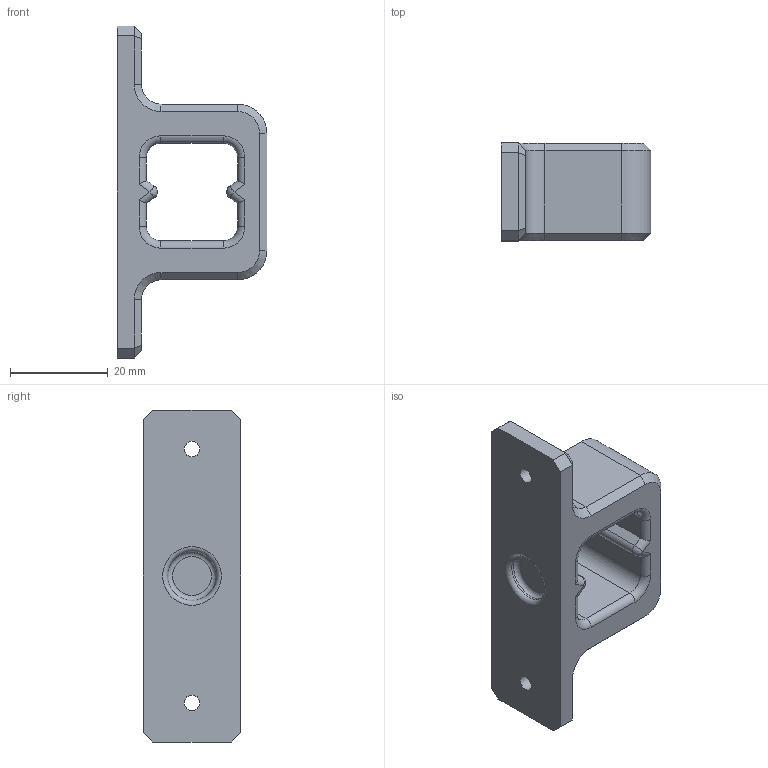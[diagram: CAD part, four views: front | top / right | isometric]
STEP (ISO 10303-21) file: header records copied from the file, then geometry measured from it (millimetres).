
FILE_DESCRIPTION(('FreeCAD Model'),'2;1');
FILE_NAME('Open CASCADE Shape Model','2022-04-16T15:59:13',('Author'),( ''),'Open CASCADE STEP processor 7.5','FreeCAD','Unknown');
FILE_SCHEMA(('AUTOMOTIVE_DESIGN { 1 0 10303 214 1 1 1 1 }'));
Length unit declared in the file: millimetre
Products named in the file (1): th3 thrust adapter
Bounding box: 30.7 x 20 x 68 mm (x, y, z)
Volume: 17403.2 mm3; surface area: 6868.8 mm2
Topology: 1 solids, 1 shells, 96 faces, 221 edges, 128 vertices
Faces by surface type: plane 41, cylinder 33, torus 10, cone 8, sphere 4
Full cylindrical faces by diameter (mm): 3.2 x2, 10 x1
Entity records: 6131 total; most frequent: CARTESIAN_POINT 1530, DIRECTION 904, LINE 533, VECTOR 533, ORIENTED_EDGE 442, PCURVE 442, DEFINITIONAL_REPRESENTATION 442, EDGE_CURVE 221
